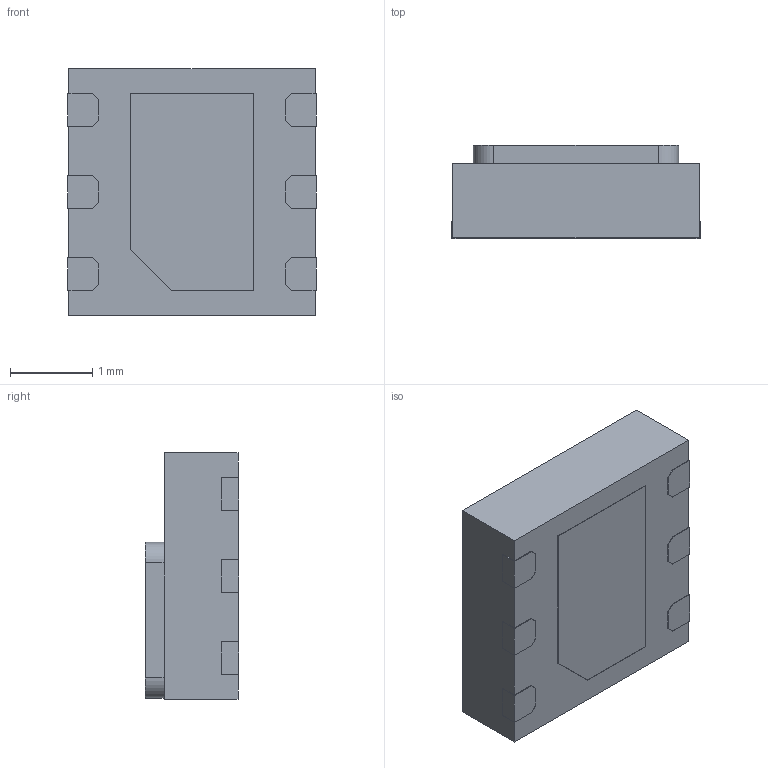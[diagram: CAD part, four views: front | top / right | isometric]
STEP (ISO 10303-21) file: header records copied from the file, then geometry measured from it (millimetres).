
FILE_DESCRIPTION (( 'STEP AP214' ), '1' );
FILE_NAME ('HTU20D(F).STEP', '2021-05-29T17:36:06', ( '' ), ( '' ), 'SwSTEP 2.0', 'SolidWorks 2020', '' );
FILE_SCHEMA (( 'AUTOMOTIVE_DESIGN' ));
Length unit declared in the file: millimetre
Products named in the file (1): HTU20D(F)
Bounding box: 3.02 x 1.14 x 3 mm (x, y, z)
Volume: 9.2 mm3; surface area: 31.1 mm2
Topology: 1 solids, 1 shells, 358 faces, 1026 edges, 684 vertices
Faces by surface type: plane 255, bspline 99, cylinder 4
Entity records: 17388 total; most frequent: CARTESIAN_POINT 4720, ORIENTED_EDGE 2052, DIRECTION 1356, EDGE_CURVE 1026, LINE 820, VECTOR 820, VERTEX_POINT 684, EDGE_LOOP 372
